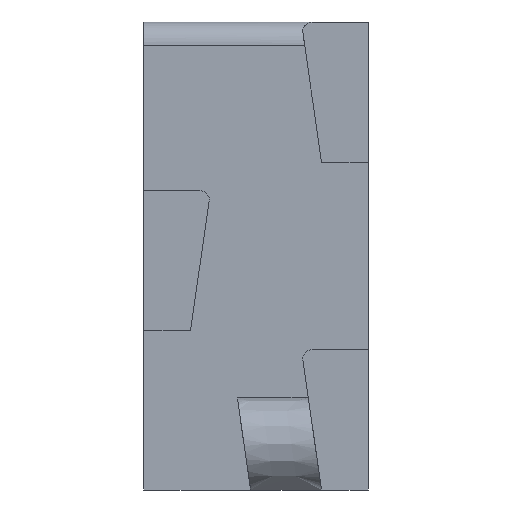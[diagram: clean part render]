
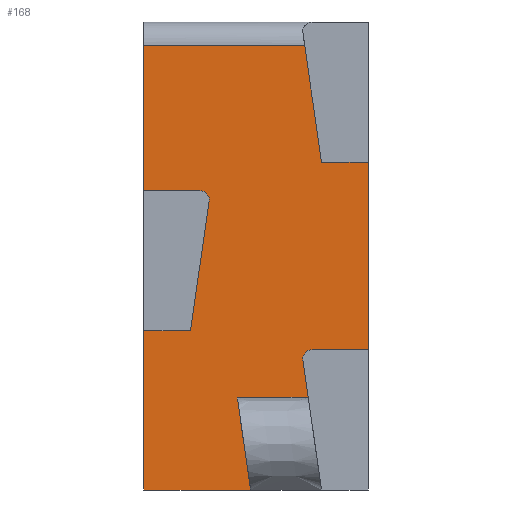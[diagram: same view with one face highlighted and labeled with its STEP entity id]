
A CAD part, left-side view. The second image highlights one B-rep face of the part: STEP entity #168.
In plain terms, the highlighted planar face has unit normal (-1, 0, 0).
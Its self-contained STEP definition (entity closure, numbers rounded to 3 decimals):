
#168 = ADVANCED_FACE( '', ( #335 ), #336, .T. );
#335 = FACE_OUTER_BOUND( '', #537, .T. );
#336 = PLANE( '', #538 );
#537 = EDGE_LOOP( '', ( #1016, #1017, #1018, #1019, #1020, #1021, #1022, #1023, #1024, #1025, #1026, #1027, #1028, #1029, #1030, #1031 ) );
#538 = AXIS2_PLACEMENT_3D( '', #1032, #1033, #1034 );
#1016 = ORIENTED_EDGE( '', *, *, #1218, .F. );
#1017 = ORIENTED_EDGE( '', *, *, #1280, .T. );
#1018 = ORIENTED_EDGE( '', *, *, #1281, .T. );
#1019 = ORIENTED_EDGE( '', *, *, #1189, .T. );
#1020 = ORIENTED_EDGE( '', *, *, #1237, .T. );
#1021 = ORIENTED_EDGE( '', *, *, #1098, .T. );
#1022 = ORIENTED_EDGE( '', *, *, #1263, .T. );
#1023 = ORIENTED_EDGE( '', *, *, #1123, .T. );
#1024 = ORIENTED_EDGE( '', *, *, #1163, .T. );
#1025 = ORIENTED_EDGE( '', *, *, #1194, .T. );
#1026 = ORIENTED_EDGE( '', *, *, #1282, .F. );
#1027 = ORIENTED_EDGE( '', *, *, #1120, .F. );
#1028 = ORIENTED_EDGE( '', *, *, #1180, .F. );
#1029 = ORIENTED_EDGE( '', *, *, #1270, .F. );
#1030 = ORIENTED_EDGE( '', *, *, #1274, .F. );
#1031 = ORIENTED_EDGE( '', *, *, #1283, .F. );
#1032 = CARTESIAN_POINT( '', ( -6.85, -2.4, 0. ) );
#1033 = DIRECTION( '', ( -1., 0., 0. ) );
#1034 = DIRECTION( '', ( 0., 0., 1. ) );
#1098 = EDGE_CURVE( '', #1302, #1303, #1304, .T. );
#1120 = EDGE_CURVE( '', #1340, #1342, #1343, .T. );
#1123 = EDGE_CURVE( '', #1346, #1347, #1348, .T. );
#1163 = EDGE_CURVE( '', #1347, #1417, #1418, .T. );
#1180 = EDGE_CURVE( '', #1440, #1340, #1442, .T. );
#1189 = EDGE_CURVE( '', #1454, #1455, #1456, .T. );
#1194 = EDGE_CURVE( '', #1417, #1462, #1463, .T. );
#1218 = EDGE_CURVE( '', #1497, #1499, #1500, .T. );
#1237 = EDGE_CURVE( '', #1455, #1302, #1524, .F. );
#1263 = EDGE_CURVE( '', #1303, #1346, #1558, .T. );
#1270 = EDGE_CURVE( '', #1564, #1440, #1566, .T. );
#1274 = EDGE_CURVE( '', #1569, #1564, #1571, .T. );
#1280 = EDGE_CURVE( '', #1497, #1577, #1578, .F. );
#1281 = EDGE_CURVE( '', #1577, #1454, #1579, .T. );
#1282 = EDGE_CURVE( '', #1342, #1462, #1580, .T. );
#1283 = EDGE_CURVE( '', #1499, #1569, #1581, .T. );
#1302 = VERTEX_POINT( '', #1607 );
#1303 = VERTEX_POINT( '', #1608 );
#1304 = LINE( '', #1609, #1610 );
#1340 = VERTEX_POINT( '', #1686 );
#1342 = VERTEX_POINT( '', #1689 );
#1343 = LINE( '', #1690, #1691 );
#1346 = VERTEX_POINT( '', #1695 );
#1347 = VERTEX_POINT( '', #1696 );
#1348 = LINE( '', #1697, #1698 );
#1417 = VERTEX_POINT( '', #1799 );
#1418 = LINE( '', #1800, #1801 );
#1440 = VERTEX_POINT( '', #1833 );
#1442 = CIRCLE( '', #1836, 0.2 );
#1454 = VERTEX_POINT( '', #1851 );
#1455 = VERTEX_POINT( '', #1852 );
#1456 = LINE( '', #1853, #1854 );
#1462 = VERTEX_POINT( '', #1878 );
#1463 = LINE( '', #1879, #1880 );
#1497 = VERTEX_POINT( '', #1927 );
#1499 = VERTEX_POINT( '', #1930 );
#1500 = LINE( '', #1931, #1932 );
#1524 = CIRCLE( '', #1964, 0.2 );
#1558 = LINE( '', #2014, #2015 );
#1564 = VERTEX_POINT( '', #2022 );
#1566 = LINE( '', #2025, #2026 );
#1569 = VERTEX_POINT( '', #2029 );
#1571 = LINE( '', #2032, #2033 );
#1577 = VERTEX_POINT( '', #2039 );
#1578 = LINE( '', #2040, #2041 );
#1579 = B_SPLINE_CURVE_WITH_KNOTS( '', 1, ( #2042, #2043 ), .UNSPECIFIED., .F., .F., ( 2, 2 ), ( 0., 1. ), .UNSPECIFIED. );
#1580 = LINE( '', #2044, #2045 );
#1581 = LINE( '', #2046, #2047 );
#1607 = CARTESIAN_POINT( '', ( -6.85, -1.2, 3. ) );
#1608 = CARTESIAN_POINT( '', ( -6.85, -2.4, 3. ) );
#1609 = CARTESIAN_POINT( '', ( -6.85, -2.4, 3. ) );
#1610 = VECTOR( '', #2071, 1000. );
#1686 = CARTESIAN_POINT( '', ( -6.85, 1.2, 6.4 ) );
#1689 = CARTESIAN_POINT( '', ( -6.85, 2.4, 6.4 ) );
#1690 = CARTESIAN_POINT( '', ( -6.85, -2.4, 6.4 ) );
#1691 = VECTOR( '', #2091, 1000. );
#1695 = CARTESIAN_POINT( '', ( -6.85, -2.4, 7. ) );
#1696 = CARTESIAN_POINT( '', ( -6.85, -1.4, 7. ) );
#1697 = CARTESIAN_POINT( '', ( -6.85, -2.4, 7. ) );
#1698 = VECTOR( '', #2093, 1000. );
#1799 = CARTESIAN_POINT( '', ( -6.85, -1.041, 9.5 ) );
#1800 = CARTESIAN_POINT( '', ( -6.85, -2.405, 0.001 ) );
#1801 = VECTOR( '', #2130, 1000. );
#1833 = CARTESIAN_POINT( '', ( -6.85, 1.002, 6.172 ) );
#1836 = AXIS2_PLACEMENT_3D( '', #2151, #2152, #2153 );
#1851 = CARTESIAN_POINT( '', ( -6.85, -1.116, 1.98 ) );
#1852 = CARTESIAN_POINT( '', ( -6.85, -1.002, 2.772 ) );
#1853 = CARTESIAN_POINT( '', ( -6.85, -1.42, -0.141 ) );
#1854 = VECTOR( '', #2163, 1000. );
#1878 = CARTESIAN_POINT( '', ( -6.85, 2.4, 9.5 ) );
#1879 = CARTESIAN_POINT( '', ( -6.85, -2.4, 9.5 ) );
#1880 = VECTOR( '', #2166, 1000. );
#1927 = CARTESIAN_POINT( '', ( -6.85, 0.115, 0. ) );
#1930 = CARTESIAN_POINT( '', ( -6.85, 2.4, 0. ) );
#1931 = CARTESIAN_POINT( '', ( -6.85, -2.4, 0. ) );
#1932 = VECTOR( '', #2192, 1000. );
#1964 = AXIS2_PLACEMENT_3D( '', #2216, #2217, #2218 );
#2014 = CARTESIAN_POINT( '', ( -6.85, -2.4, 0. ) );
#2015 = VECTOR( '', #2244, 1000. );
#2022 = CARTESIAN_POINT( '', ( -6.85, 1.4, 3.4 ) );
#2025 = CARTESIAN_POINT( '', ( -6.85, 1.802, 0.603 ) );
#2026 = VECTOR( '', #2247, 1000. );
#2029 = CARTESIAN_POINT( '', ( -6.85, 2.4, 3.4 ) );
#2032 = CARTESIAN_POINT( '', ( -6.85, -2.4, 3.4 ) );
#2033 = VECTOR( '', #2249, 1000. );
#2039 = CARTESIAN_POINT( '', ( -6.85, 0.4, 1.98 ) );
#2040 = CARTESIAN_POINT( '', ( -6.85, 0.4, 1.98 ) );
#2041 = VECTOR( '', #2253, 1000. );
#2042 = CARTESIAN_POINT( '', ( -6.85, 0.4, 1.98 ) );
#2043 = CARTESIAN_POINT( '', ( -6.85, -1.116, 1.98 ) );
#2044 = CARTESIAN_POINT( '', ( -6.85, 2.4, 0. ) );
#2045 = VECTOR( '', #2254, 1000. );
#2046 = CARTESIAN_POINT( '', ( -6.85, 2.4, 0. ) );
#2047 = VECTOR( '', #2255, 1000. );
#2071 = DIRECTION( '', ( 0., -1., 0. ) );
#2091 = DIRECTION( '', ( 0., 1., 0. ) );
#2093 = DIRECTION( '', ( 0., 1., 0. ) );
#2130 = DIRECTION( '', ( 0., 0.142, 0.99 ) );
#2151 = CARTESIAN_POINT( '', ( -6.85, 1.2, 6.2 ) );
#2152 = DIRECTION( '', ( -1., 0., 0. ) );
#2153 = DIRECTION( '', ( 0., 0., 1. ) );
#2163 = DIRECTION( '', ( 0., 0.142, 0.99 ) );
#2166 = DIRECTION( '', ( 0., 1., 0. ) );
#2192 = DIRECTION( '', ( 0., 1., 0. ) );
#2216 = CARTESIAN_POINT( '', ( -6.85, -1.2, 2.8 ) );
#2217 = DIRECTION( '', ( -1., 0., 0. ) );
#2218 = DIRECTION( '', ( 0., 0., 1. ) );
#2244 = DIRECTION( '', ( 0., 0., 1. ) );
#2247 = DIRECTION( '', ( 0., -0.142, 0.99 ) );
#2249 = DIRECTION( '', ( 0., -1., 0. ) );
#2253 = DIRECTION( '', ( 0., -0.142, -0.99 ) );
#2254 = DIRECTION( '', ( 0., 0., 1. ) );
#2255 = DIRECTION( '', ( 0., 0., 1. ) );
